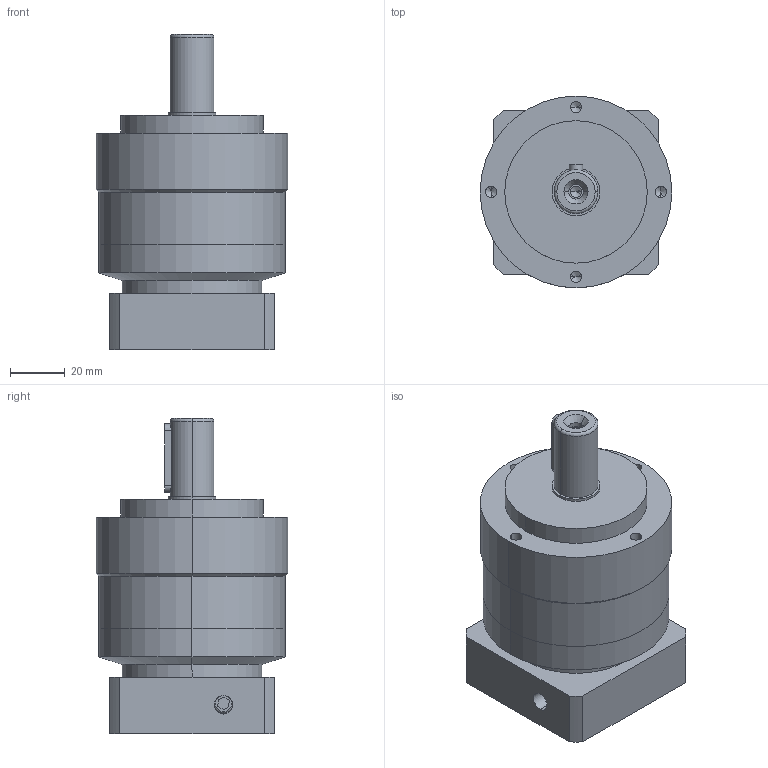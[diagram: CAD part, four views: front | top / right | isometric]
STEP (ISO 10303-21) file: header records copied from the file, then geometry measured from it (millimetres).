
FILE_DESCRIPTION (( 'STEP AP203' ), '1' );
FILE_NAME ('GPE070-L1-(14-50-70-M5).STEP', '2022-05-25T05:36:27', ( '微软用户' ), ( '微软中国' ), 'SwSTEP 2.0', 'SolidWorks 2018', '' );
FILE_SCHEMA (( 'CONFIG_CONTROL_DESIGN' ));
Length unit declared in the file: millimetre
Products named in the file (1): GPE070-L1-(14-50-70-M5)
Bounding box: 70 x 70 x 115 mm (x, y, z)
Volume: 271550.9 mm3; surface area: 47938.8 mm2
Topology: 4 solids, 4 shells, 242 faces, 589 edges, 367 vertices
Faces by surface type: cylinder 103, plane 99, cone 26, torus 14
Entity records: 7422 total; most frequent: CARTESIAN_POINT 1544, DIRECTION 1297, ORIENTED_EDGE 1142, EDGE_CURVE 571, AXIS2_PLACEMENT_3D 502, VERTEX_POINT 367, LINE 293, VECTOR 293
